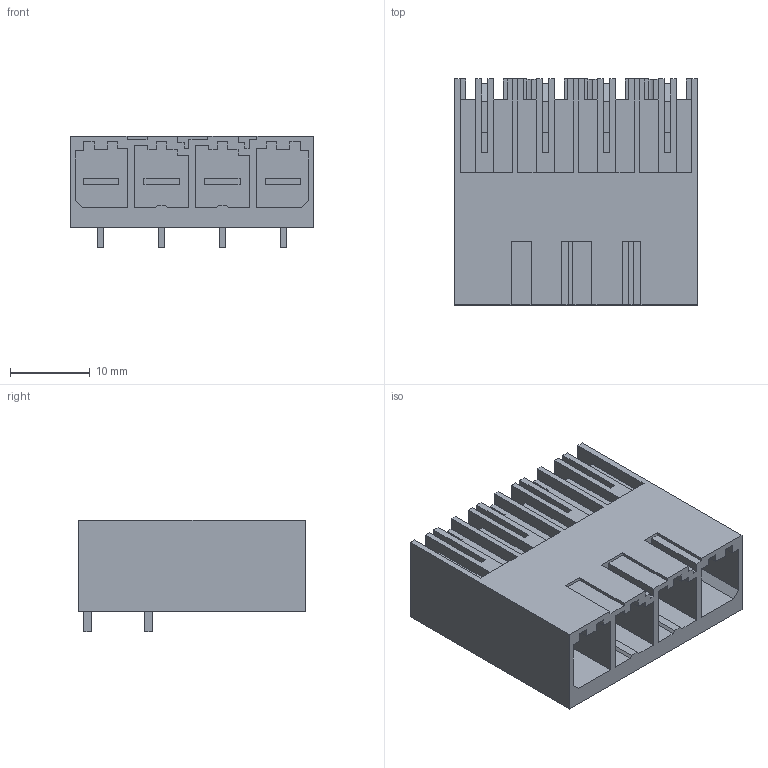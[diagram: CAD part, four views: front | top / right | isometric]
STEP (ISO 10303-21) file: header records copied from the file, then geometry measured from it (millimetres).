
FILE_DESCRIPTION(('CATIA V5 STEP','CAx-IF Rec.Pracs.--- Model Styling and Organization---1.4--- 2014-01-23'),'2;1');
FILE_NAME ('225880-5_0_2499550000_2499550000.stp','2023-09-25T08:20:53+00:00',('none'),('Weidmueller'),'CATIA Version 5-6 Release 2016 SP3 HF44','CATIA V5 STEP AP214','none');
FILE_SCHEMA(('AUTOMOTIVE_DESIGN { 1 0 10303 214 1 1 1 1 }'));
Length unit declared in the file: millimetre
Products named in the file (1): 2499550000
Bounding box: 30.48 x 28.3 x 14 mm (x, y, z)
Volume: 4693.5 mm3; surface area: 7957.8 mm2
Topology: 5 solids, 5 shells, 408 faces, 1221 edges, 824 vertices
Faces by surface type: plane 396, cylinder 12
Entity records: 12808 total; most frequent: ORIENTED_EDGE 2442, CARTESIAN_POINT 2314, DIRECTION 1745, EDGE_CURVE 1221, VECTOR 1187, LINE 1187, VERTEX_POINT 824, EDGE_LOOP 417
